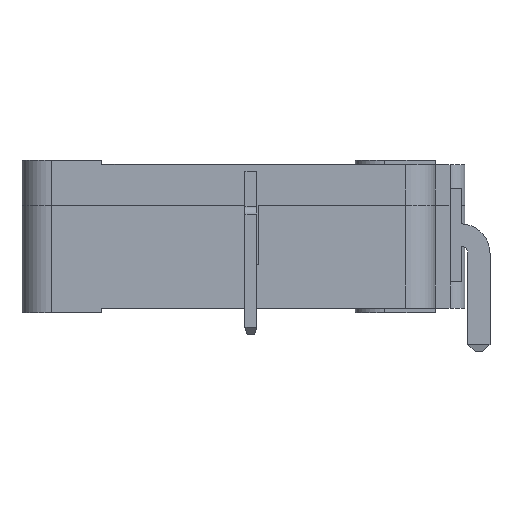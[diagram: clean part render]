
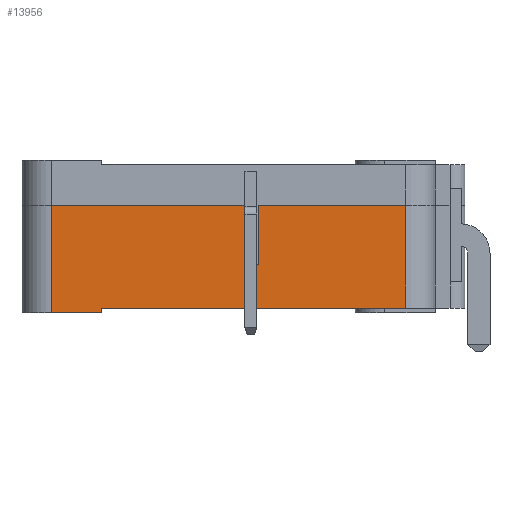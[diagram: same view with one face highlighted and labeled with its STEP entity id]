
A CAD part, front view. The second image highlights one B-rep face of the part: STEP entity #13956.
In plain terms, the highlighted planar face has unit normal (0, -1, 0).
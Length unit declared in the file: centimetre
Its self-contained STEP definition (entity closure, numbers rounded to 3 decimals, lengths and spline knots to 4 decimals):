
#806=FACE_OUTER_BOUND('',#1578,.T.);
#1578=EDGE_LOOP('',(#9447,#9448,#9449,#9450,#9451,#9452,#9453,#9454,#9455,
#9456,#9457));
#2576=LINE('',#18565,#4171);
#2604=LINE('',#18620,#4199);
#2605=LINE('',#18624,#4200);
#2606=LINE('',#18626,#4201);
#2607=LINE('',#18628,#4202);
#2608=LINE('',#18630,#4203);
#2609=LINE('',#18632,#4204);
#2610=LINE('',#18634,#4205);
#2611=LINE('',#18636,#4206);
#2612=LINE('',#18638,#4207);
#2613=LINE('',#18639,#4208);
#4171=VECTOR('',#15585,1.);
#4199=VECTOR('',#15641,1.);
#4200=VECTOR('',#15646,1.);
#4201=VECTOR('',#15647,1.);
#4202=VECTOR('',#15648,1.);
#4203=VECTOR('',#15649,1.);
#4204=VECTOR('',#15650,1.);
#4205=VECTOR('',#15651,1.);
#4206=VECTOR('',#15652,1.);
#4207=VECTOR('',#15653,1.);
#4208=VECTOR('',#15654,1.);
#5740=VERTEX_POINT('',#18553);
#5743=VERTEX_POINT('',#18563);
#5744=VERTEX_POINT('',#18564);
#5758=VERTEX_POINT('',#18623);
#5759=VERTEX_POINT('',#18625);
#5760=VERTEX_POINT('',#18627);
#5761=VERTEX_POINT('',#18629);
#5762=VERTEX_POINT('',#18631);
#5763=VERTEX_POINT('',#18633);
#5764=VERTEX_POINT('',#18635);
#5765=VERTEX_POINT('',#18637);
#7178=EDGE_CURVE('',#5743,#5744,#2576,.T.);
#7207=EDGE_CURVE('',#5740,#5743,#2604,.T.);
#7208=EDGE_CURVE('',#5744,#5758,#2605,.T.);
#7209=EDGE_CURVE('',#5759,#5758,#2606,.T.);
#7210=EDGE_CURVE('',#5760,#5759,#2607,.T.);
#7211=EDGE_CURVE('',#5760,#5761,#2608,.T.);
#7212=EDGE_CURVE('',#5761,#5762,#2609,.T.);
#7213=EDGE_CURVE('',#5762,#5763,#2610,.T.);
#7214=EDGE_CURVE('',#5763,#5764,#2611,.T.);
#7215=EDGE_CURVE('',#5764,#5765,#2612,.T.);
#7216=EDGE_CURVE('',#5765,#5740,#2613,.T.);
#9447=ORIENTED_EDGE('',*,*,#7207,.T.);
#9448=ORIENTED_EDGE('',*,*,#7178,.T.);
#9449=ORIENTED_EDGE('',*,*,#7208,.T.);
#9450=ORIENTED_EDGE('',*,*,#7209,.F.);
#9451=ORIENTED_EDGE('',*,*,#7210,.F.);
#9452=ORIENTED_EDGE('',*,*,#7211,.T.);
#9453=ORIENTED_EDGE('',*,*,#7212,.T.);
#9454=ORIENTED_EDGE('',*,*,#7213,.T.);
#9455=ORIENTED_EDGE('',*,*,#7214,.T.);
#9456=ORIENTED_EDGE('',*,*,#7215,.T.);
#9457=ORIENTED_EDGE('',*,*,#7216,.T.);
#13441=PLANE('',#14756);
#13956=ADVANCED_FACE('',(#806),#13441,.T.);
#14756=AXIS2_PLACEMENT_3D('',#18622,#15644,#15645);
#15585=DIRECTION('',(0.,0.,1.));
#15641=DIRECTION('',(-1.,0.,0.));
#15644=DIRECTION('center_axis',(0.,-1.,0.));
#15645=DIRECTION('ref_axis',(0.,0.,-1.));
#15646=DIRECTION('',(-1.,0.,0.));
#15647=DIRECTION('',(0.,0.,1.));
#15648=DIRECTION('',(-1.,0.,0.));
#15649=DIRECTION('',(0.,0.,1.));
#15650=DIRECTION('',(1.,0.,0.));
#15651=DIRECTION('',(0.,0.,1.));
#15652=DIRECTION('',(-1.,0.,0.));
#15653=DIRECTION('',(0.,0.,-1.));
#15654=DIRECTION('',(-1.,0.,0.));
#18553=CARTESIAN_POINT('',(-1.305,-0.7475,0.325));
#18563=CARTESIAN_POINT('',(-1.385,-0.7475,0.325));
#18564=CARTESIAN_POINT('',(-1.385,-0.7475,0.725));
#18565=CARTESIAN_POINT('',(-1.385,-0.7475,0.22));
#18620=CARTESIAN_POINT('',(-0.8375,-0.7475,0.325));
#18622=CARTESIAN_POINT('Origin',(-0.3,-0.7475,
0.));
#18623=CARTESIAN_POINT('',(-2.69,-0.7475,0.725));
#18624=CARTESIAN_POINT('',(-1.5951,-0.7475,0.725));
#18625=CARTESIAN_POINT('',(-2.69,-0.7475,0.));
#18626=CARTESIAN_POINT('',(-2.69,-0.7475,0.));
#18627=CARTESIAN_POINT('',(-2.35,-0.7475,0.));
#18628=CARTESIAN_POINT('',(-0.3,-0.7475,0.));
#18629=CARTESIAN_POINT('',(-2.35,-0.7475,0.03));
#18630=CARTESIAN_POINT('',(-2.35,-0.7475,0.));
#18631=CARTESIAN_POINT('',(-0.3,-0.7475,0.03));
#18632=CARTESIAN_POINT('',(-0.8452,-0.7475,0.03));
#18633=CARTESIAN_POINT('',(-0.3,-0.7475,0.725));
#18634=CARTESIAN_POINT('',(-0.3,-0.7475,0.));
#18635=CARTESIAN_POINT('',(-1.295,-0.7475,0.725));
#18636=CARTESIAN_POINT('',(-1.5951,-0.7475,0.725));
#18637=CARTESIAN_POINT('',(-1.295,-0.7475,0.325));
#18638=CARTESIAN_POINT('',(-1.295,-0.7475,0.1625));
#18639=CARTESIAN_POINT('',(-0.8375,-0.7475,0.325));
